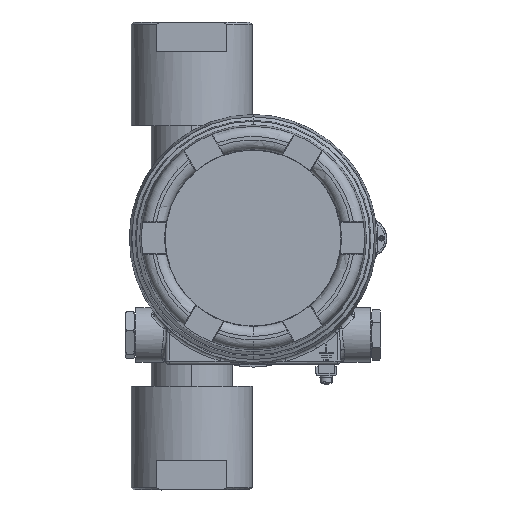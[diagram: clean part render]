
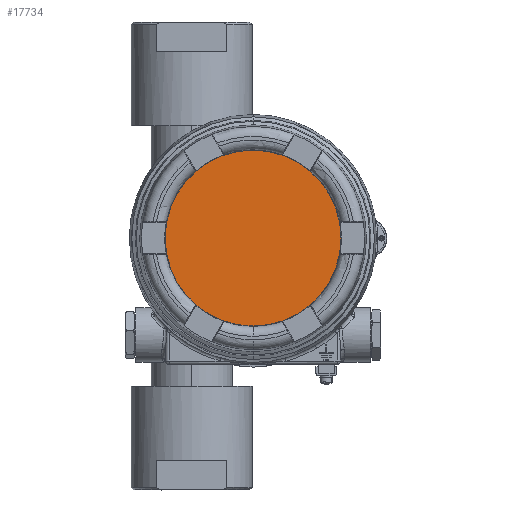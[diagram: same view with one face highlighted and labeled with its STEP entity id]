
A CAD part, top view. The second image highlights one B-rep face of the part: STEP entity #17734.
In plain terms, the highlighted planar face has unit normal (0, 0, 1).
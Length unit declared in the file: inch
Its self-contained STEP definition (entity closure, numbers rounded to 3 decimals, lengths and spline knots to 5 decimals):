
#102 = EDGE_LOOP ( 'NONE', ( #18565, #1227 ) ) ;
#965 = CARTESIAN_POINT ( 'NONE',  ( 0., 0., -0.4 ) ) ;
#968 = VERTEX_POINT ( 'NONE', #22303 ) ;
#1227 = ORIENTED_EDGE ( 'NONE', *, *, #25049, .T. ) ;
#4895 = DIRECTION ( 'NONE',  ( 0., 0., 1. ) ) ;
#6639 = FACE_OUTER_BOUND ( 'NONE', #102, .T. ) ;
#8316 = CIRCLE ( 'NONE', #18365, 2.536 ) ;
#9652 = CARTESIAN_POINT ( 'NONE',  ( 0., 0., -0.4 ) ) ;
#9906 = CIRCLE ( 'NONE', #13252, 2.536 ) ;
#11341 = DIRECTION ( 'NONE',  ( 0., 0., 1. ) ) ;
#11790 = CARTESIAN_POINT ( 'NONE',  ( -2.536, 0., -0.4 ) ) ;
#12792 = DIRECTION ( 'NONE',  ( 1., 0., 0. ) ) ;
#13165 = EDGE_CURVE ( 'NONE', #968, #23161, #8316, .T. ) ;
#13252 = AXIS2_PLACEMENT_3D ( 'NONE', #965, #4895, #25126 ) ;
#14503 = AXIS2_PLACEMENT_3D ( 'NONE', #14636, #22658, #12792 ) ;
#14636 = CARTESIAN_POINT ( 'NONE',  ( 0., 0., -0.4 ) ) ;
#15817 = DIRECTION ( 'NONE',  ( 1., 0., 0. ) ) ;
#16746 = PLANE ( 'NONE',  #14503 ) ;
#17734 = ADVANCED_FACE ( 'NONE', ( #6639 ), #16746, .T. ) ;
#18365 = AXIS2_PLACEMENT_3D ( 'NONE', #9652, #11341, #15817 ) ;
#18565 = ORIENTED_EDGE ( 'NONE', *, *, #13165, .T. ) ;
#22303 = CARTESIAN_POINT ( 'NONE',  ( 2.536, 0., -0.4 ) ) ;
#22658 = DIRECTION ( 'NONE',  ( 0., 0., 1. ) ) ;
#23161 = VERTEX_POINT ( 'NONE', #11790 ) ;
#25049 = EDGE_CURVE ( 'NONE', #23161, #968, #9906, .T. ) ;
#25126 = DIRECTION ( 'NONE',  ( 1., 0., 0. ) ) ;
